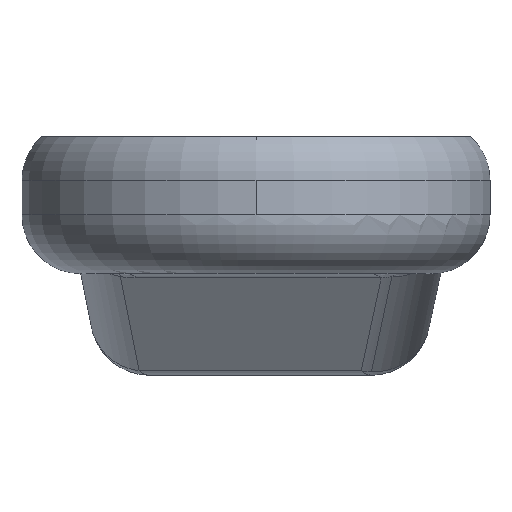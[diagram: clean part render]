
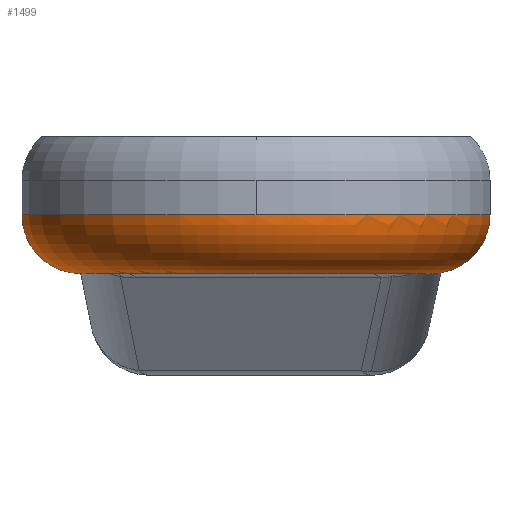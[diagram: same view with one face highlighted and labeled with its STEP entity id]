
A CAD part, left-side view. The second image highlights one B-rep face of the part: STEP entity #1499.
In plain terms, the highlighted toroidal (fillet/blend) face has major radius 9 mm and minor radius 3 mm.
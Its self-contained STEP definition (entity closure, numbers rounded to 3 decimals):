
#40 = TOROIDAL_SURFACE ( 'NONE', #71, 9., 3. ) ;
#71 = AXIS2_PLACEMENT_3D ( 'NONE', #770, #1836, #1704 ) ;
#100 = CIRCLE ( 'NONE', #1203, 12. ) ;
#103 = CARTESIAN_POINT ( 'NONE',  ( 0.675, 8.975, 3. ) ) ;
#130 = CIRCLE ( 'NONE', #788, 3. ) ;
#151 = EDGE_CURVE ( 'NONE', #1713, #1440, #351, .T. ) ;
#183 = CARTESIAN_POINT ( 'NONE',  ( 0., 0., 0. ) ) ;
#196 = CIRCLE ( 'NONE', #1205, 3. ) ;
#314 = DIRECTION ( 'NONE',  ( 1., 0., 0. ) ) ;
#351 = CIRCLE ( 'NONE', #1293, 9. ) ;
#363 = DIRECTION ( 'NONE',  ( 0.075, -0.997, 0. ) ) ;
#387 = EDGE_LOOP ( 'NONE', ( #1935, #1191, #1957, #1677, #817 ) ) ;
#391 = CIRCLE ( 'NONE', #1008, 12. ) ;
#406 = VERTEX_POINT ( 'NONE', #1456 ) ;
#407 = DIRECTION ( 'NONE',  ( 0., 0., 1. ) ) ;
#439 = EDGE_CURVE ( 'NONE', #1440, #406, #130, .T. ) ;
#619 = DIRECTION ( 'NONE',  ( 0., 0., -1. ) ) ;
#698 = DIRECTION ( 'NONE',  ( 0.997, -0.075, 0. ) ) ;
#762 = CARTESIAN_POINT ( 'NONE',  ( 0.9, -11.966, 3. ) ) ;
#770 = CARTESIAN_POINT ( 'NONE',  ( 0., 0., 3. ) ) ;
#786 = EDGE_CURVE ( 'NONE', #1400, #987, #100, .T. ) ;
#788 = AXIS2_PLACEMENT_3D ( 'NONE', #103, #698, #1152 ) ;
#817 = ORIENTED_EDGE ( 'NONE', *, *, #151, .F. ) ;
#909 = DIRECTION ( 'NONE',  ( 0., 0., 1. ) ) ;
#987 = VERTEX_POINT ( 'NONE', #762 ) ;
#1008 = AXIS2_PLACEMENT_3D ( 'NONE', #1464, #407, #1631 ) ;
#1035 = DIRECTION ( 'NONE',  ( 1., 0., 0. ) ) ;
#1099 = CARTESIAN_POINT ( 'NONE',  ( 0.675, -8.975, 3. ) ) ;
#1111 = FACE_OUTER_BOUND ( 'NONE', #387, .T. ) ;
#1152 = DIRECTION ( 'NONE',  ( 0.075, 0.997, 0. ) ) ;
#1191 = ORIENTED_EDGE ( 'NONE', *, *, #786, .F. ) ;
#1193 = EDGE_CURVE ( 'NONE', #1713, #987, #196, .T. ) ;
#1203 = AXIS2_PLACEMENT_3D ( 'NONE', #1675, #909, #314 ) ;
#1205 = AXIS2_PLACEMENT_3D ( 'NONE', #1099, #1560, #363 ) ;
#1246 = EDGE_CURVE ( 'NONE', #406, #1400, #391, .T. ) ;
#1293 = AXIS2_PLACEMENT_3D ( 'NONE', #183, #619, #1035 ) ;
#1338 = CARTESIAN_POINT ( 'NONE',  ( 0.675, 8.975, 0. ) ) ;
#1400 = VERTEX_POINT ( 'NONE', #1950 ) ;
#1440 = VERTEX_POINT ( 'NONE', #1338 ) ;
#1456 = CARTESIAN_POINT ( 'NONE',  ( 0.9, 11.966, 3. ) ) ;
#1464 = CARTESIAN_POINT ( 'NONE',  ( 0., 0., 3. ) ) ;
#1499 = ADVANCED_FACE ( 'NONE', ( #1111 ), #40, .T. ) ;
#1560 = DIRECTION ( 'NONE',  ( -0.997, -0.075, 0. ) ) ;
#1631 = DIRECTION ( 'NONE',  ( 1., 0., 0. ) ) ;
#1675 = CARTESIAN_POINT ( 'NONE',  ( 0., 0., 3. ) ) ;
#1677 = ORIENTED_EDGE ( 'NONE', *, *, #439, .F. ) ;
#1704 = DIRECTION ( 'NONE',  ( 1., 0., 0. ) ) ;
#1713 = VERTEX_POINT ( 'NONE', #1956 ) ;
#1836 = DIRECTION ( 'NONE',  ( 0., 0., 1. ) ) ;
#1935 = ORIENTED_EDGE ( 'NONE', *, *, #1193, .T. ) ;
#1950 = CARTESIAN_POINT ( 'NONE',  ( -12., 0., 3. ) ) ;
#1956 = CARTESIAN_POINT ( 'NONE',  ( 0.675, -8.975, 0. ) ) ;
#1957 = ORIENTED_EDGE ( 'NONE', *, *, #1246, .F. ) ;
